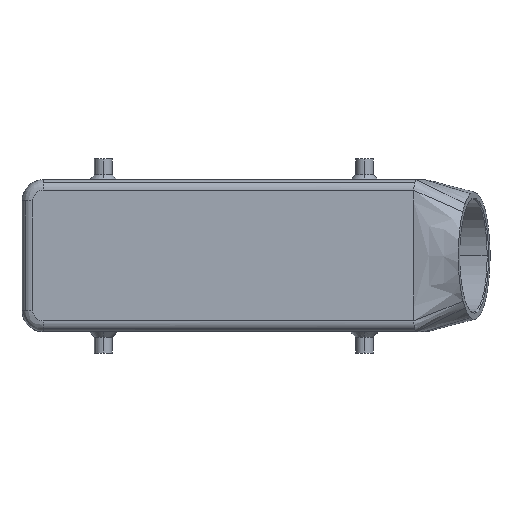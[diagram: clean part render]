
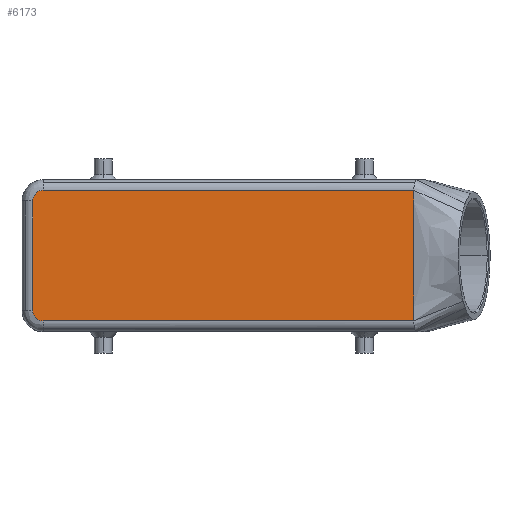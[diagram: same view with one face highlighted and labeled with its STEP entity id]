
A CAD part, top view. The second image highlights one B-rep face of the part: STEP entity #6173.
In plain terms, the highlighted planar face has unit normal (0, 0, 1).
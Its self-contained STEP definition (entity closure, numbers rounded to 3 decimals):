
#3959=CARTESIAN_POINT('',(-57.,-15.5,63.));
#3960=VERTEX_POINT('',#3959);
#3968=CARTESIAN_POINT('',(-57.,15.5,63.));
#3969=VERTEX_POINT('',#3968);
#3970=CARTESIAN_POINT('',(-57.,-15.5,63.));
#3971=DIRECTION('',(0.0,1.0,0.0));
#3972=VECTOR('',#3971,31.);
#3973=LINE('',#3970,#3972);
#3974=EDGE_CURVE('',#3960,#3969,#3973,.T.);
#5532=CARTESIAN_POINT('',(51.0,18.5,63.));
#5533=VERTEX_POINT('',#5532);
#5601=CARTESIAN_POINT('',(51.,15.155,63.));
#5602=VERTEX_POINT('',#5601);
#5603=CARTESIAN_POINT('',(51.,15.155,63.));
#5604=DIRECTION('',(0.0,1.0,0.0));
#5605=VECTOR('',#5604,3.345);
#5606=LINE('',#5603,#5605);
#5607=EDGE_CURVE('',#5602,#5533,#5606,.T.);
#5609=CARTESIAN_POINT('',(51.,-14.29,63.));
#5610=VERTEX_POINT('',#5609);
#5611=CARTESIAN_POINT('',(51.,-14.29,63.));
#5612=DIRECTION('',(0.0,1.0,0.0));
#5613=VECTOR('',#5612,29.445);
#5614=LINE('',#5611,#5613);
#5615=EDGE_CURVE('',#5610,#5602,#5614,.T.);
#5617=CARTESIAN_POINT('',(51.0,-18.5,63.));
#5618=VERTEX_POINT('',#5617);
#5619=CARTESIAN_POINT('',(51.0,-18.5,63.));
#5620=DIRECTION('',(0.0,1.0,0.0));
#5621=VECTOR('',#5620,4.21);
#5622=LINE('',#5619,#5621);
#5623=EDGE_CURVE('',#5618,#5610,#5622,.T.);
#5932=CARTESIAN_POINT('',(-54.0,-18.5,63.));
#5933=VERTEX_POINT('',#5932);
#5934=CARTESIAN_POINT('',(51.0,-18.5,63.));
#5935=DIRECTION('',(-1.0,0.0,0.0));
#5936=VECTOR('',#5935,105.0);
#5937=LINE('',#5934,#5936);
#5938=EDGE_CURVE('',#5618,#5933,#5937,.T.);
#6023=CARTESIAN_POINT('',(-54.0,-15.5,63.));
#6024=DIRECTION('',(0.0,0.0,-1.0));
#6025=DIRECTION('',(-0.707,-0.707,0.0));
#6026=AXIS2_PLACEMENT_3D('',#6023,#6024,#6025);
#6027=CIRCLE('',#6026,3.);
#6028=EDGE_CURVE('',#5933,#3960,#6027,.T.);
#6111=CARTESIAN_POINT('',(-54.0,18.5,63.));
#6112=VERTEX_POINT('',#6111);
#6131=CARTESIAN_POINT('',(-54.0,15.5,63.));
#6132=DIRECTION('',(0.0,0.0,-1.0));
#6133=DIRECTION('',(-0.707,0.707,0.0));
#6134=AXIS2_PLACEMENT_3D('',#6131,#6132,#6133);
#6135=CIRCLE('',#6134,3.);
#6136=EDGE_CURVE('',#3969,#6112,#6135,.T.);
#6148=CARTESIAN_POINT('',(-54.0,18.5,63.));
#6149=DIRECTION('',(1.0,0.0,0.0));
#6150=VECTOR('',#6149,105.0);
#6151=LINE('',#6148,#6150);
#6152=EDGE_CURVE('',#6112,#5533,#6151,.T.);
#6158=CARTESIAN_POINT('',(51.0,0.0,63.));
#6159=DIRECTION('',(0.0,0.0,1.0));
#6160=DIRECTION('',(1.0,0.0,0.0));
#6161=AXIS2_PLACEMENT_3D('',#6158,#6159,#6160);
#6162=PLANE('',#6161);
#6163=ORIENTED_EDGE('',*,*,#6152,.F.);
#6164=ORIENTED_EDGE('',*,*,#6136,.F.);
#6165=ORIENTED_EDGE('',*,*,#3974,.F.);
#6166=ORIENTED_EDGE('',*,*,#6028,.F.);
#6167=ORIENTED_EDGE('',*,*,#5938,.F.);
#6168=ORIENTED_EDGE('',*,*,#5623,.T.);
#6169=ORIENTED_EDGE('',*,*,#5615,.T.);
#6170=ORIENTED_EDGE('',*,*,#5607,.T.);
#6171=EDGE_LOOP('',(#6163,#6164,#6165,#6166,#6167,#6168,#6169,#6170));
#6172=FACE_OUTER_BOUND('',#6171,.T.);
#6173=ADVANCED_FACE('',(#6172),#6162,.T.);
